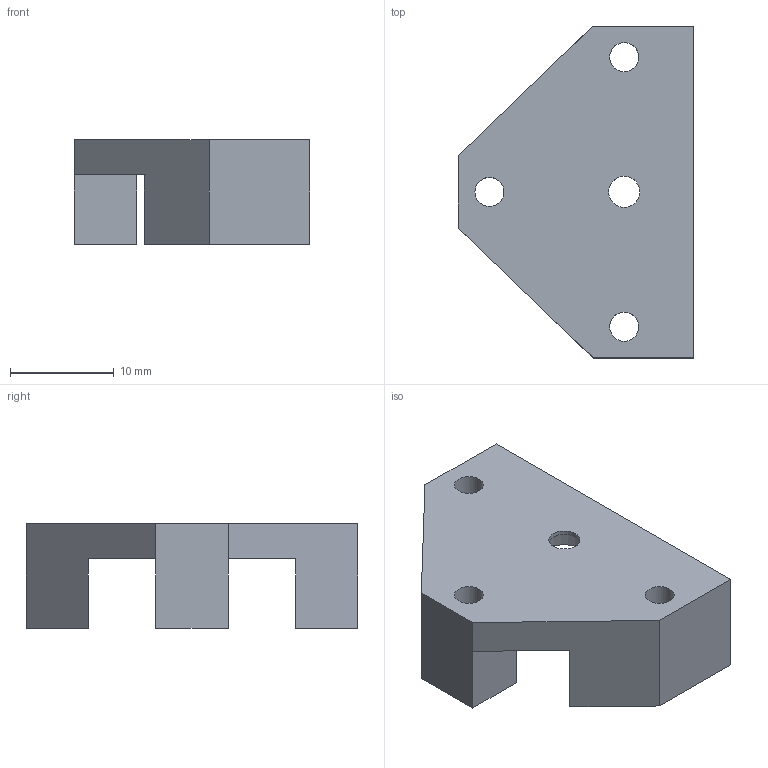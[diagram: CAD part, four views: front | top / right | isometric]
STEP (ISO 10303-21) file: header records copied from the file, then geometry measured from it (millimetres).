
FILE_DESCRIPTION(/* description */ (''),/* implementation_level */ '2;1');
FILE_NAME(/* name */ '30_Cube_Z_Focus_MGN_NEMA_belt_pushing_cage_v3.ipt.step',/* time_stamp */ '2022-11-29T08:21:35+01:00',/* author */ ('diederichbenedict'),/* organization */ (''),/* preprocessor_version */ 'ST-DEVELOPER v18.1',/* originating_system */ 'Autodesk Inventor 2022',/* authorisation */ '');
FILE_SCHEMA (('AUTOMOTIVE_DESIGN { 1 0 10303 214 3 1 1 }'));
Length unit declared in the file: millimetre
Products named in the file (1): Assembly_Cube_Z_Focus_MGN_NEMA_belt_pushing_cage_v3
Bounding box: 22.7 x 32 x 10.1 mm (x, y, z)
Volume: 2889.2 mm3; surface area: 2457.8 mm2
Topology: 1 solids, 1 shells, 22 faces, 55 edges, 36 vertices
Faces by surface type: plane 17, cylinder 5
Full cylindrical faces by diameter (mm): 2.8 x3, 3 x1, 8 x1
Entity records: 710 total; most frequent: CARTESIAN_POINT 114, DIRECTION 111, ORIENTED_EDGE 110, EDGE_CURVE 55, LINE 45, VECTOR 45, VERTEX_POINT 36, AXIS2_PLACEMENT_3D 33
